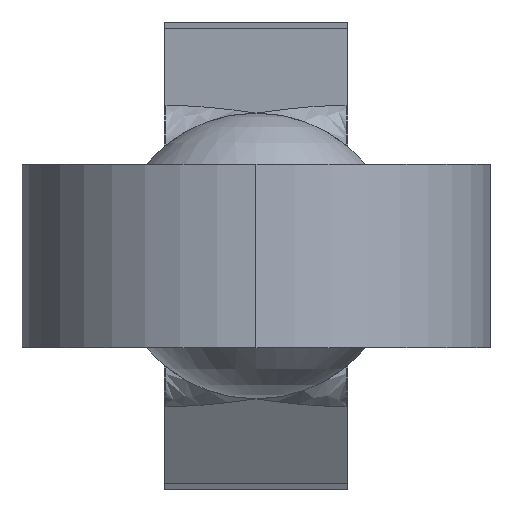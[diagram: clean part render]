
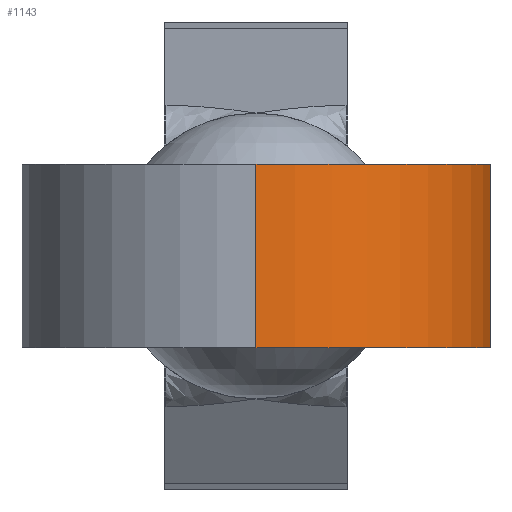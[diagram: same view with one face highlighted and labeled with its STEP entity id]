
A CAD part, left-side view. The second image highlights one B-rep face of the part: STEP entity #1143.
In plain terms, the highlighted cylindrical face has radius 5.75 mm (diameter 11.5 mm), a partial arc.
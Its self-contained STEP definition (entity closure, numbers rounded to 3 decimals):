
#44 = CARTESIAN_POINT ( 'NONE',  ( -12.223, -12.467, -10.926 ) ) ;
#113 = CYLINDRICAL_SURFACE ( 'NONE', #186, 5.75 ) ;
#145 = EDGE_CURVE ( 'NONE', #717, #1405, #1731, .T. ) ;
#152 = CARTESIAN_POINT ( 'NONE',  ( -13.611, -6.887, -6.426 ) ) ;
#186 = AXIS2_PLACEMENT_3D ( 'NONE', #152, #1268, #2215 ) ;
#249 = LINE ( 'NONE', #1565, #2278 ) ;
#295 = VERTEX_POINT ( 'NONE', #2154 ) ;
#329 = EDGE_CURVE ( 'NONE', #295, #717, #249, .T. ) ;
#349 = ORIENTED_EDGE ( 'NONE', *, *, #402, .F. ) ;
#402 = EDGE_CURVE ( 'NONE', #959, #1405, #806, .T. ) ;
#430 = DIRECTION ( 'NONE',  ( 0., 0., -1. ) ) ;
#509 = AXIS2_PLACEMENT_3D ( 'NONE', #2439, #2092, #1901 ) ;
#610 = DIRECTION ( 'NONE',  ( 0., 0., -1. ) ) ;
#717 = VERTEX_POINT ( 'NONE', #1142 ) ;
#806 = LINE ( 'NONE', #2126, #1772 ) ;
#841 = CIRCLE ( 'NONE', #2451, 5.75 ) ;
#959 = VERTEX_POINT ( 'NONE', #1897 ) ;
#1142 = CARTESIAN_POINT ( 'NONE',  ( -19.361, -6.887, -10.926 ) ) ;
#1143 = ADVANCED_FACE ( 'NONE', ( #1317 ), #113, .T. ) ;
#1268 = DIRECTION ( 'NONE',  ( 0., 0., -1. ) ) ;
#1317 = FACE_OUTER_BOUND ( 'NONE', #1434, .T. ) ;
#1405 = VERTEX_POINT ( 'NONE', #44 ) ;
#1434 = EDGE_LOOP ( 'NONE', ( #1569, #2235, #2006, #349 ) ) ;
#1447 = DIRECTION ( 'NONE',  ( 1., 0., 0. ) ) ;
#1565 = CARTESIAN_POINT ( 'NONE',  ( -19.361, -6.887, -6.426 ) ) ;
#1569 = ORIENTED_EDGE ( 'NONE', *, *, #1582, .F. ) ;
#1582 = EDGE_CURVE ( 'NONE', #295, #959, #841, .T. ) ;
#1731 = CIRCLE ( 'NONE', #509, 5.75 ) ;
#1772 = VECTOR ( 'NONE', #610, 1000. ) ;
#1847 = CARTESIAN_POINT ( 'NONE',  ( -13.611, -6.887, -6.426 ) ) ;
#1897 = CARTESIAN_POINT ( 'NONE',  ( -12.223, -12.467, -6.426 ) ) ;
#1901 = DIRECTION ( 'NONE',  ( 1., 0., 0. ) ) ;
#2006 = ORIENTED_EDGE ( 'NONE', *, *, #145, .T. ) ;
#2035 = DIRECTION ( 'NONE',  ( 0., 0., 1. ) ) ;
#2092 = DIRECTION ( 'NONE',  ( 0., 0., 1. ) ) ;
#2126 = CARTESIAN_POINT ( 'NONE',  ( -12.223, -12.467, -6.426 ) ) ;
#2154 = CARTESIAN_POINT ( 'NONE',  ( -19.361, -6.887, -6.426 ) ) ;
#2215 = DIRECTION ( 'NONE',  ( -1., 0., 0. ) ) ;
#2235 = ORIENTED_EDGE ( 'NONE', *, *, #329, .T. ) ;
#2278 = VECTOR ( 'NONE', #430, 1000. ) ;
#2439 = CARTESIAN_POINT ( 'NONE',  ( -13.611, -6.887, -10.926 ) ) ;
#2451 = AXIS2_PLACEMENT_3D ( 'NONE', #1847, #2035, #1447 ) ;
